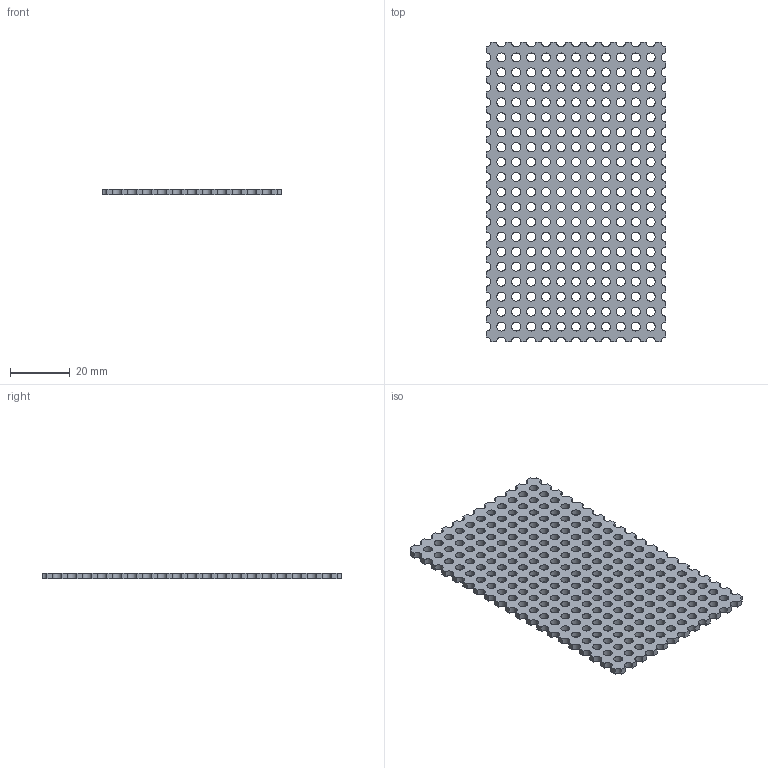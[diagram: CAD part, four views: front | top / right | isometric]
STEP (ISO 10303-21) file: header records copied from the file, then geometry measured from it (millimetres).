
FILE_DESCRIPTION (( 'STEP AP214' ), '1' );
FILE_NAME ('Green Board 100x60.STEP', '2022-02-11T14:09:25', ( '' ), ( '' ), 'SwSTEP 2.0', 'SolidWorks 2016', '' );
FILE_SCHEMA (( 'AUTOMOTIVE_DESIGN' ));
Length unit declared in the file: millimetre
Products named in the file (2): Green Board 100x60
Bounding box: 60 x 100 x 2 mm (x, y, z)
Volume: 8607.1 mm3; surface area: 13387 mm2
Topology: 1 solids, 1 shells, 567 faces, 1695 edges, 1130 vertices
Faces by surface type: cylinder 501, plane 66
Entity records: 20556 total; most frequent: DIRECTION 3835, CARTESIAN_POINT 3394, ORIENTED_EDGE 3390, EDGE_CURVE 1695, AXIS2_PLACEMENT_3D 1571, VERTEX_POINT 1130, CIRCLE 1002, EDGE_LOOP 985
